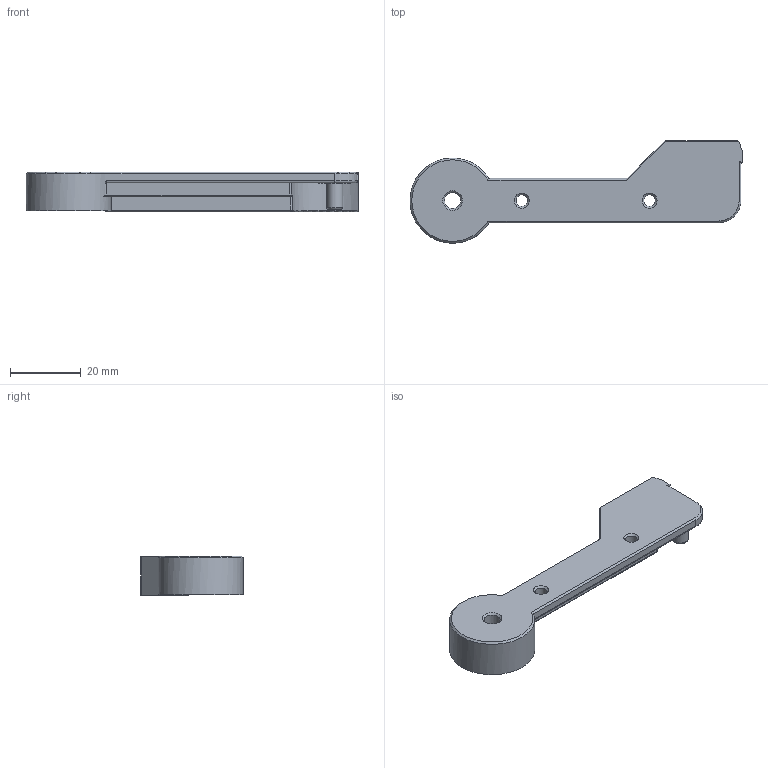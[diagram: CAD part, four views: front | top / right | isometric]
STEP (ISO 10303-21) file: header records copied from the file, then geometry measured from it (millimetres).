
FILE_DESCRIPTION(/* description */ (''),/* implementation_level */ '2;1');
FILE_NAME(/* name */ 'FilamentMeasurementArrmOuterV3.stp',/* time_stamp */ '2021-07-17T08:42:51-05:00',/* author */ ('adamj'),/* organization */ (''),/* preprocessor_version */ 'ST-DEVELOPER v18.1',/* originating_system */ 'Autodesk Inventor 2022',/* authorisation */ '');
FILE_SCHEMA (('AUTOMOTIVE_DESIGN { 1 0 10303 214 3 1 1 }'));
Length unit declared in the file: millimetre
Products named in the file (1): FilamentMeasurementArrmOuterV3
Bounding box: 93.55 x 28.86 x 11.24 mm (x, y, z)
Volume: 12443.8 mm3; surface area: 5960.1 mm2
Topology: 1 solids, 1 shells, 75 faces, 183 edges, 112 vertices
Faces by surface type: plane 33, cylinder 21, torus 9, cone 6, bspline 3, sphere 3
Full cylindrical faces by diameter (mm): 3.25 x2, 4.5 x1, 4.572 x1, 9 x1
Entity records: 2349 total; most frequent: CARTESIAN_POINT 535, DIRECTION 376, ORIENTED_EDGE 366, EDGE_CURVE 183, AXIS2_PLACEMENT_3D 141, VERTEX_POINT 112, LINE 94, VECTOR 94
